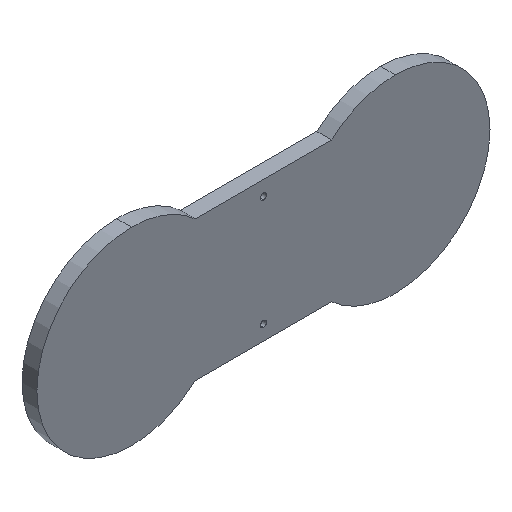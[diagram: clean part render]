
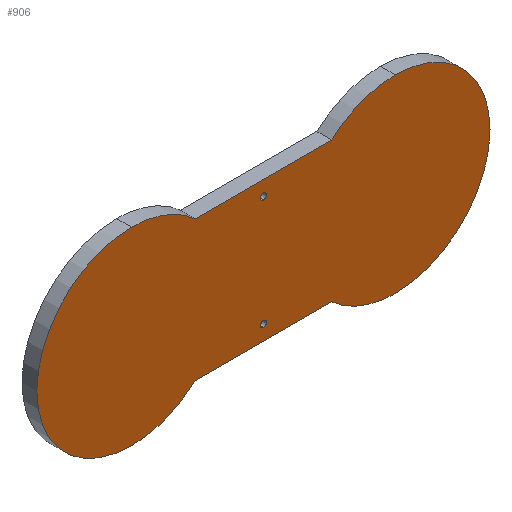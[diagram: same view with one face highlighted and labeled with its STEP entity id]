
A CAD part, isometric view. The second image highlights one B-rep face of the part: STEP entity #906.
In plain terms, the highlighted planar face has unit normal (0, -1, 0).
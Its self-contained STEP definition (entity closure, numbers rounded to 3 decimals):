
#4 = FACE_BOUND ( 'NONE', #290, .T. ) ;
#11 = DIRECTION ( 'NONE',  ( 0., 0., 1. ) ) ;
#12 = CARTESIAN_POINT ( 'NONE',  ( 0., 0., -18.5 ) ) ;
#16 = AXIS2_PLACEMENT_3D ( 'NONE', #1139, #163, #1131 ) ;
#18 = EDGE_CURVE ( 'NONE', #1130, #241, #162, .T. ) ;
#20 = ORIENTED_EDGE ( 'NONE', *, *, #294, .F. ) ;
#22 = DIRECTION ( 'NONE',  ( 0., 0., 1. ) ) ;
#31 = CIRCLE ( 'NONE', #16, 1. ) ;
#39 = VECTOR ( 'NONE', #929, 1000. ) ;
#54 = CIRCLE ( 'NONE', #124, 31.75 ) ;
#63 = AXIS2_PLACEMENT_3D ( 'NONE', #548, #664, #309 ) ;
#98 = DIRECTION ( 'NONE',  ( 0., 1., 0. ) ) ;
#99 = CIRCLE ( 'NONE', #376, 31.75 ) ;
#115 = VERTEX_POINT ( 'NONE', #694 ) ;
#116 = EDGE_CURVE ( 'NONE', #908, #693, #31, .T. ) ;
#122 = AXIS2_PLACEMENT_3D ( 'NONE', #785, #1140, #1126 ) ;
#124 = AXIS2_PLACEMENT_3D ( 'NONE', #707, #439, #628 ) ;
#128 = EDGE_CURVE ( 'NONE', #709, #433, #592, .T. ) ;
#162 = LINE ( 'NONE', #339, #198 ) ;
#163 = DIRECTION ( 'NONE',  ( 0., 1., 0. ) ) ;
#179 = VERTEX_POINT ( 'NONE', #1050 ) ;
#181 = FACE_BOUND ( 'NONE', #1073, .T. ) ;
#198 = VECTOR ( 'NONE', #686, 1000. ) ;
#200 = ORIENTED_EDGE ( 'NONE', *, *, #18, .F. ) ;
#223 = VERTEX_POINT ( 'NONE', #230 ) ;
#230 = CARTESIAN_POINT ( 'NONE',  ( 0., 0., 19.5 ) ) ;
#241 = VERTEX_POINT ( 'NONE', #416 ) ;
#263 = CARTESIAN_POINT ( 'NONE',  ( -44.25, 0., 31.75 ) ) ;
#270 = FACE_OUTER_BOUND ( 'NONE', #272, .T. ) ;
#272 = EDGE_LOOP ( 'NONE', ( #1097, #200, #20, #1078, #1045, #593, #1030, #528 ) ) ;
#273 = EDGE_CURVE ( 'NONE', #223, #179, #400, .T. ) ;
#277 = CARTESIAN_POINT ( 'NONE',  ( 44.25, 0., 0. ) ) ;
#290 = EDGE_LOOP ( 'NONE', ( #1152, #386 ) ) ;
#294 = EDGE_CURVE ( 'NONE', #763, #1130, #888, .T. ) ;
#309 = DIRECTION ( 'NONE',  ( 0., 0., 1. ) ) ;
#339 = CARTESIAN_POINT ( 'NONE',  ( 22.9, 0., -23.5 ) ) ;
#359 = CARTESIAN_POINT ( 'NONE',  ( 0., 0., -19.5 ) ) ;
#366 = EDGE_CURVE ( 'NONE', #115, #763, #54, .T. ) ;
#376 = AXIS2_PLACEMENT_3D ( 'NONE', #277, #726, #22 ) ;
#386 = ORIENTED_EDGE ( 'NONE', *, *, #273, .T. ) ;
#400 = CIRCLE ( 'NONE', #1059, 1. ) ;
#409 = VERTEX_POINT ( 'NONE', #611 ) ;
#416 = CARTESIAN_POINT ( 'NONE',  ( -22.9, 0., -23.5 ) ) ;
#426 = CARTESIAN_POINT ( 'NONE',  ( -44.25, 0., -31.75 ) ) ;
#430 = EDGE_CURVE ( 'NONE', #179, #223, #907, .T. ) ;
#433 = VERTEX_POINT ( 'NONE', #263 ) ;
#439 = DIRECTION ( 'NONE',  ( 0., 1., 0. ) ) ;
#461 = EDGE_CURVE ( 'NONE', #693, #908, #803, .T. ) ;
#490 = DIRECTION ( 'NONE',  ( 0., 0., 1. ) ) ;
#528 = ORIENTED_EDGE ( 'NONE', *, *, #128, .F. ) ;
#532 = EDGE_CURVE ( 'NONE', #1058, #409, #659, .T. ) ;
#534 = DIRECTION ( 'NONE',  ( 0., 0., 1. ) ) ;
#546 = CARTESIAN_POINT ( 'NONE',  ( -44.25, 0., 0. ) ) ;
#548 = CARTESIAN_POINT ( 'NONE',  ( -44.25, 0., 0. ) ) ;
#569 = EDGE_CURVE ( 'NONE', #241, #709, #653, .T. ) ;
#575 = CARTESIAN_POINT ( 'NONE',  ( 22.9, 0., 23.5 ) ) ;
#589 = ORIENTED_EDGE ( 'NONE', *, *, #116, .T. ) ;
#592 = CIRCLE ( 'NONE', #1039, 31.75 ) ;
#593 = ORIENTED_EDGE ( 'NONE', *, *, #532, .F. ) ;
#601 = DIRECTION ( 'NONE',  ( 0., 1., 0. ) ) ;
#611 = CARTESIAN_POINT ( 'NONE',  ( 22.9, 0., 23.5 ) ) ;
#625 = EDGE_CURVE ( 'NONE', #409, #115, #99, .T. ) ;
#628 = DIRECTION ( 'NONE',  ( 0., 0., 1. ) ) ;
#646 = CARTESIAN_POINT ( 'NONE',  ( -22.9, 0., 23.5 ) ) ;
#653 = CIRCLE ( 'NONE', #63, 31.75 ) ;
#659 = LINE ( 'NONE', #575, #39 ) ;
#664 = DIRECTION ( 'NONE',  ( 0., 1., 0. ) ) ;
#686 = DIRECTION ( 'NONE',  ( -1., 0., 0. ) ) ;
#693 = VERTEX_POINT ( 'NONE', #954 ) ;
#694 = CARTESIAN_POINT ( 'NONE',  ( 44.25, 0., 31.75 ) ) ;
#703 = CARTESIAN_POINT ( 'NONE',  ( 44.25, 0., -31.75 ) ) ;
#707 = CARTESIAN_POINT ( 'NONE',  ( 44.25, 0., 0. ) ) ;
#709 = VERTEX_POINT ( 'NONE', #426 ) ;
#713 = AXIS2_PLACEMENT_3D ( 'NONE', #997, #720, #11 ) ;
#717 = DIRECTION ( 'NONE',  ( 0., 1., 0. ) ) ;
#720 = DIRECTION ( 'NONE',  ( 0., 1., 0. ) ) ;
#726 = DIRECTION ( 'NONE',  ( 0., 1., 0. ) ) ;
#762 = DIRECTION ( 'NONE',  ( 0., 0., 1. ) ) ;
#763 = VERTEX_POINT ( 'NONE', #703 ) ;
#771 = DIRECTION ( 'NONE',  ( 0., 1., 0. ) ) ;
#773 = CARTESIAN_POINT ( 'NONE',  ( 22.9, 0., -23.5 ) ) ;
#785 = CARTESIAN_POINT ( 'NONE',  ( 44.25, 0., 0. ) ) ;
#790 = CARTESIAN_POINT ( 'NONE',  ( -44.25, 0., 0. ) ) ;
#803 = CIRCLE ( 'NONE', #854, 1. ) ;
#810 = PLANE ( 'NONE',  #713 ) ;
#812 = DIRECTION ( 'NONE',  ( 0., 1., 0. ) ) ;
#854 = AXIS2_PLACEMENT_3D ( 'NONE', #12, #717, #886 ) ;
#879 = EDGE_CURVE ( 'NONE', #433, #1058, #912, .T. ) ;
#886 = DIRECTION ( 'NONE',  ( 0., 0., 1. ) ) ;
#888 = CIRCLE ( 'NONE', #122, 31.75 ) ;
#893 = CARTESIAN_POINT ( 'NONE',  ( 0., 0., 18.5 ) ) ;
#906 = ADVANCED_FACE ( 'NONE', ( #270, #181, #4 ), #810, .F. ) ;
#907 = CIRCLE ( 'NONE', #945, 1. ) ;
#908 = VERTEX_POINT ( 'NONE', #359 ) ;
#912 = CIRCLE ( 'NONE', #1065, 31.75 ) ;
#929 = DIRECTION ( 'NONE',  ( 1., 0., 0. ) ) ;
#945 = AXIS2_PLACEMENT_3D ( 'NONE', #893, #812, #1056 ) ;
#954 = CARTESIAN_POINT ( 'NONE',  ( 0., 0., -17.5 ) ) ;
#997 = CARTESIAN_POINT ( 'NONE',  ( -44.25, 0., 0. ) ) ;
#1030 = ORIENTED_EDGE ( 'NONE', *, *, #879, .F. ) ;
#1039 = AXIS2_PLACEMENT_3D ( 'NONE', #790, #601, #762 ) ;
#1045 = ORIENTED_EDGE ( 'NONE', *, *, #625, .F. ) ;
#1050 = CARTESIAN_POINT ( 'NONE',  ( 0., 0., 17.5 ) ) ;
#1056 = DIRECTION ( 'NONE',  ( 0., 0., 1. ) ) ;
#1058 = VERTEX_POINT ( 'NONE', #646 ) ;
#1059 = AXIS2_PLACEMENT_3D ( 'NONE', #1117, #771, #490 ) ;
#1065 = AXIS2_PLACEMENT_3D ( 'NONE', #546, #98, #534 ) ;
#1073 = EDGE_LOOP ( 'NONE', ( #589, #1148 ) ) ;
#1078 = ORIENTED_EDGE ( 'NONE', *, *, #366, .F. ) ;
#1097 = ORIENTED_EDGE ( 'NONE', *, *, #569, .F. ) ;
#1117 = CARTESIAN_POINT ( 'NONE',  ( 0., 0., 18.5 ) ) ;
#1126 = DIRECTION ( 'NONE',  ( 0., 0., 1. ) ) ;
#1130 = VERTEX_POINT ( 'NONE', #773 ) ;
#1131 = DIRECTION ( 'NONE',  ( 0., 0., 1. ) ) ;
#1139 = CARTESIAN_POINT ( 'NONE',  ( 0., 0., -18.5 ) ) ;
#1140 = DIRECTION ( 'NONE',  ( 0., 1., 0. ) ) ;
#1148 = ORIENTED_EDGE ( 'NONE', *, *, #461, .T. ) ;
#1152 = ORIENTED_EDGE ( 'NONE', *, *, #430, .T. ) ;
